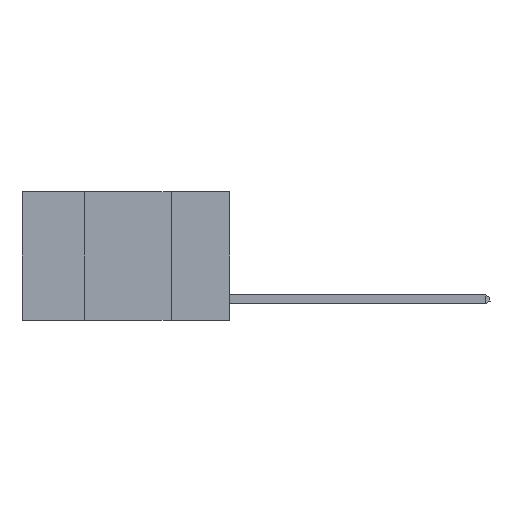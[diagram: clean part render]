
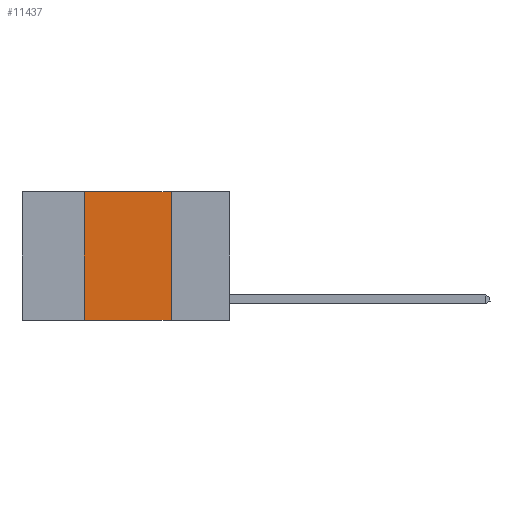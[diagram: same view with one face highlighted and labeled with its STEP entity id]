
A CAD part, left-side view. The second image highlights one B-rep face of the part: STEP entity #11437.
In plain terms, the highlighted planar face has unit normal (-1, 0, 0).
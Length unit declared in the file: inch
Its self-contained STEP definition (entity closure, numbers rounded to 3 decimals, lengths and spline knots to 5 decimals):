
#133 = CARTESIAN_POINT ( 'NONE',  ( 0., 0.17, 0. ) ) ;
#686 = LINE ( 'NONE', #133, #1900 ) ;
#1474 = VECTOR ( 'NONE', #11700, 39.37008 ) ;
#1478 = DIRECTION ( 'NONE',  ( 0., -1., 0. ) ) ;
#1509 = LINE ( 'NONE', #3425, #4091 ) ;
#1900 = VECTOR ( 'NONE', #11732, 39.37008 ) ;
#2194 = VERTEX_POINT ( 'NONE', #5000 ) ;
#2237 = VERTEX_POINT ( 'NONE', #4267 ) ;
#2352 = ORIENTED_EDGE ( 'NONE', *, *, #5600, .F. ) ;
#2425 = VECTOR ( 'NONE', #1478, 39.37008 ) ;
#2959 = CARTESIAN_POINT ( 'NONE',  ( 0., 0.42, 0. ) ) ;
#3068 = AXIS2_PLACEMENT_3D ( 'NONE', #10220, #4512, #5403 ) ;
#3425 = CARTESIAN_POINT ( 'NONE',  ( 0., 0.6, -0.37 ) ) ;
#3569 = EDGE_CURVE ( 'NONE', #2194, #2237, #1509, .T. ) ;
#4091 = VECTOR ( 'NONE', #9142, 39.37008 ) ;
#4267 = CARTESIAN_POINT ( 'NONE',  ( 0., 0.17, -0.37 ) ) ;
#4512 = DIRECTION ( 'NONE',  ( 1., 0., 0. ) ) ;
#4653 = EDGE_LOOP ( 'NONE', ( #2352, #9769, #8119, #4887 ) ) ;
#4799 = EDGE_CURVE ( 'NONE', #2194, #8538, #12580, .T. ) ;
#4855 = CARTESIAN_POINT ( 'NONE',  ( 0., 0.17, 0. ) ) ;
#4887 = ORIENTED_EDGE ( 'NONE', *, *, #3569, .T. ) ;
#5000 = CARTESIAN_POINT ( 'NONE',  ( 0., 0.42, -0.37 ) ) ;
#5403 = DIRECTION ( 'NONE',  ( 0., 0., -1. ) ) ;
#5600 = EDGE_CURVE ( 'NONE', #7891, #2237, #686, .T. ) ;
#7296 = PLANE ( 'NONE',  #3068 ) ;
#7891 = VERTEX_POINT ( 'NONE', #4855 ) ;
#8119 = ORIENTED_EDGE ( 'NONE', *, *, #4799, .F. ) ;
#8538 = VERTEX_POINT ( 'NONE', #10672 ) ;
#9134 = EDGE_CURVE ( 'NONE', #8538, #7891, #9534, .T. ) ;
#9142 = DIRECTION ( 'NONE',  ( 0., -1., 0. ) ) ;
#9534 = LINE ( 'NONE', #12318, #2425 ) ;
#9769 = ORIENTED_EDGE ( 'NONE', *, *, #9134, .F. ) ;
#10220 = CARTESIAN_POINT ( 'NONE',  ( 0., 0.6, 0. ) ) ;
#10672 = CARTESIAN_POINT ( 'NONE',  ( 0., 0.42, 0. ) ) ;
#11437 = ADVANCED_FACE ( 'NONE', ( #11596 ), #7296, .F. ) ;
#11596 = FACE_OUTER_BOUND ( 'NONE', #4653, .T. ) ;
#11700 = DIRECTION ( 'NONE',  ( 0., 0., 1. ) ) ;
#11732 = DIRECTION ( 'NONE',  ( 0., 0., -1. ) ) ;
#12318 = CARTESIAN_POINT ( 'NONE',  ( 0., 0.6, 0. ) ) ;
#12580 = LINE ( 'NONE', #2959, #1474 ) ;
